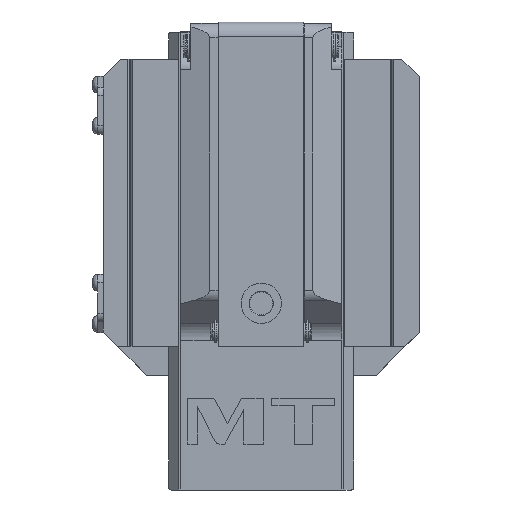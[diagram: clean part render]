
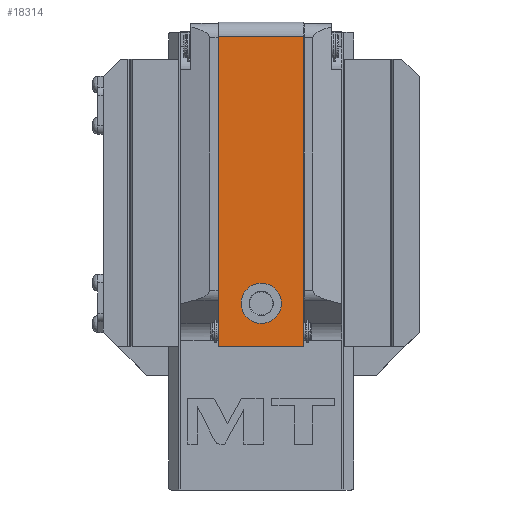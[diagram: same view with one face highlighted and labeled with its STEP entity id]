
A CAD part, left-side view. The second image highlights one B-rep face of the part: STEP entity #18314.
In plain terms, the highlighted planar face has unit normal (-1, 0, 0).
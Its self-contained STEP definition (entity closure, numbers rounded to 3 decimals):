
#4858=DIRECTION('',(0.,0.,1.));
#4859=VECTOR('',#4858,108.);
#4860=CARTESIAN_POINT('',(-102.5,14.85,-40.));
#4861=LINE('',#4860,#4859);
#4968=DIRECTION('',(0.,0.,1.));
#4969=VECTOR('',#4968,108.);
#4970=CARTESIAN_POINT('',(-102.5,-14.85,-40.));
#4971=LINE('',#4970,#4969);
#5388=DIRECTION('',(0.,-1.,0.));
#5389=VECTOR('',#5388,29.7);
#5390=CARTESIAN_POINT('',(-102.5,14.85,68.));
#5391=LINE('',#5390,#5389);
#5392=DIRECTION('',(0.,1.,0.));
#5393=VECTOR('',#5392,29.7);
#5394=CARTESIAN_POINT('',(-102.5,-14.85,-40.));
#5395=LINE('',#5394,#5393);
#5396=CARTESIAN_POINT('',(-102.5,0.,-25.));
#5397=DIRECTION('',(-1.,0.,0.));
#5398=DIRECTION('',(0.,0.,1.));
#5399=AXIS2_PLACEMENT_3D('',#5396,#5397,#5398);
#5401=CARTESIAN_POINT('',(-102.5,0.,-25.));
#5402=DIRECTION('',(-1.,0.,0.));
#5403=DIRECTION('',(0.,0.,-1.));
#5404=AXIS2_PLACEMENT_3D('',#5401,#5402,#5403);
#11454=CARTESIAN_POINT('',(-102.5,-14.85,-40.));
#11455=VERTEX_POINT('',#11454);
#11460=CARTESIAN_POINT('',(-102.5,14.85,-40.));
#11461=VERTEX_POINT('',#11460);
#11463=CARTESIAN_POINT('',(-102.5,-14.85,68.));
#11465=VERTEX_POINT('',#11463);
#11466=CARTESIAN_POINT('',(-102.5,14.85,68.));
#11467=VERTEX_POINT('',#11466);
#11648=CARTESIAN_POINT('',(-102.5,0.,-18.));
#11649=CARTESIAN_POINT('',(-102.5,0.,-32.));
#11650=VERTEX_POINT('',#11648);
#11651=VERTEX_POINT('',#11649);
#18296=CARTESIAN_POINT('',(-102.5,-14.85,-40.));
#18297=DIRECTION('',(-1.,0.,0.));
#18298=DIRECTION('',(0.,0.,1.));
#18299=AXIS2_PLACEMENT_3D('',#18296,#18297,#18298);
#18300=PLANE('',#18299);
#18301=ORIENTED_EDGE('',*,*,#18289,.T.);
#18302=ORIENTED_EDGE('',*,*,#17781,.F.);
#18304=ORIENTED_EDGE('',*,*,#18303,.T.);
#18305=ORIENTED_EDGE('',*,*,#17688,.T.);
#18306=EDGE_LOOP('',(#18301,#18302,#18304,#18305));
#18307=FACE_OUTER_BOUND('',#18306,.F.);
#18309=ORIENTED_EDGE('',*,*,#18308,.T.);
#18311=ORIENTED_EDGE('',*,*,#18310,.T.);
#18312=EDGE_LOOP('',(#18309,#18311));
#18313=FACE_BOUND('',#18312,.F.);
#18314=ADVANCED_FACE('',(#18307,#18313),#18300,.T.);
#5400=CIRCLE('',#5399,7.);
#5405=CIRCLE('',#5404,7.);
#17688=EDGE_CURVE('',#11461,#11467,#4861,.T.);
#17781=EDGE_CURVE('',#11455,#11465,#4971,.T.);
#18289=EDGE_CURVE('',#11467,#11465,#5391,.T.);
#18303=EDGE_CURVE('',#11455,#11461,#5395,.T.);
#18308=EDGE_CURVE('',#11650,#11651,#5400,.T.);
#18310=EDGE_CURVE('',#11651,#11650,#5405,.T.);
